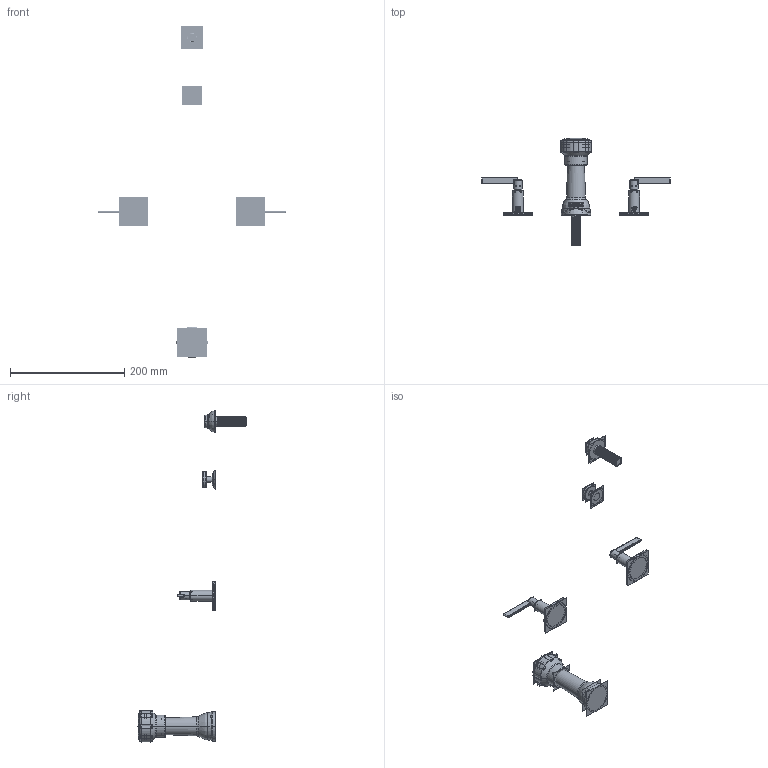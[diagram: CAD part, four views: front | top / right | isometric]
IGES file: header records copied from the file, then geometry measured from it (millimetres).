
Start section:  PTC IGES file: 3329_asm.igs
Global section: file name: 3329_asm.igs; native system: Creo Parametric by PTC Inc.; preprocessor: 2018400; author: jinson.thomas; organization: Unknown; date: 20200914.115652; units: inch
Bounding box: 330.2 x 189.05 x 580.85 mm (x, y, z)
Volume: 479292.3 mm3; surface area: 2905260.4 mm2
Topology: 17 solids, 17 shells, 2280 faces, 15255 edges, 21962 vertices
Faces by surface type: revolution 1502, bspline 778
